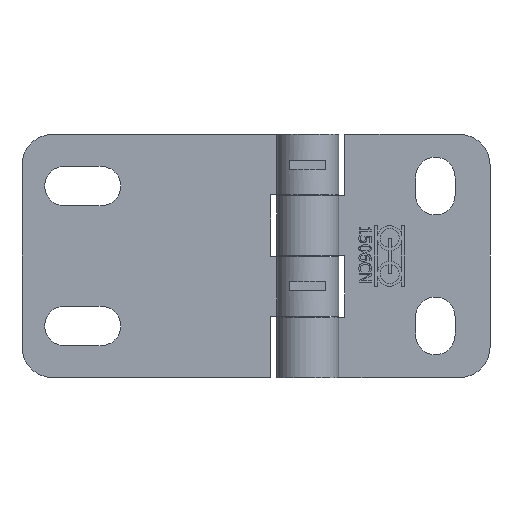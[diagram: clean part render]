
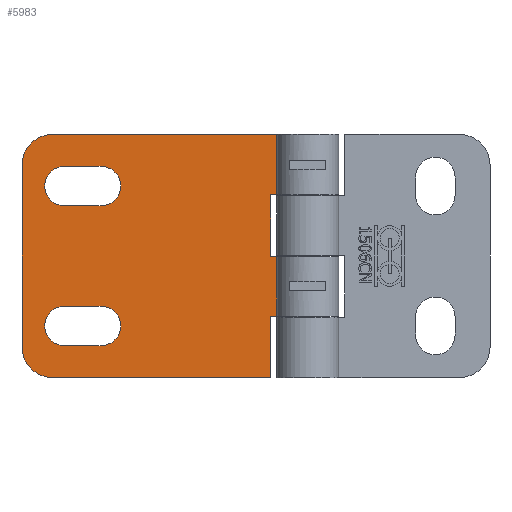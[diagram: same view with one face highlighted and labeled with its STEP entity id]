
A CAD part, front view. The second image highlights one B-rep face of the part: STEP entity #5983.
In plain terms, the highlighted planar face has unit normal (0, -1, 0).
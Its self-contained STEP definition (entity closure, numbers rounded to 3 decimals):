
#87=FACE_BOUND('',#967,.T.);
#88=FACE_BOUND('',#968,.T.);
#620=FACE_OUTER_BOUND('',#966,.T.);
#966=EDGE_LOOP('',(#4665,#4666,#4667,#4668,#4669,#4670,#4671,#4672,#4673,
#4674,#4675,#4676));
#967=EDGE_LOOP('',(#4677,#4678,#4679,#4680));
#968=EDGE_LOOP('',(#4681,#4682,#4683,#4684));
#1425=LINE('',#9334,#1994);
#1428=LINE('',#9344,#1997);
#1430=LINE('',#9352,#1999);
#1431=LINE('',#9354,#2000);
#1432=LINE('',#9356,#2001);
#1433=LINE('',#9358,#2002);
#1434=LINE('',#9360,#2003);
#1435=LINE('',#9362,#2004);
#1436=LINE('',#9363,#2005);
#1437=LINE('',#9364,#2006);
#1438=LINE('',#9369,#2007);
#1439=LINE('',#9372,#2008);
#1440=LINE('',#9375,#2009);
#1441=LINE('',#9379,#2010);
#1994=VECTOR('',#7027,10.);
#1997=VECTOR('',#7038,10.);
#1999=VECTOR('',#7046,10.);
#2000=VECTOR('',#7047,10.);
#2001=VECTOR('',#7048,10.);
#2002=VECTOR('',#7049,10.);
#2003=VECTOR('',#7050,10.);
#2004=VECTOR('',#7051,10.);
#2005=VECTOR('',#7052,10.);
#2006=VECTOR('',#7053,10.);
#2007=VECTOR('',#7056,10.);
#2008=VECTOR('',#7059,10.);
#2009=VECTOR('',#7060,10.);
#2010=VECTOR('',#7063,10.);
#2336=CIRCLE('',#6365,5.);
#2337=CIRCLE('',#6369,5.);
#2340=CIRCLE('',#6374,3.25);
#2341=CIRCLE('',#6375,3.25);
#2342=CIRCLE('',#6376,3.25);
#2343=CIRCLE('',#6377,3.25);
#2662=VERTEX_POINT('',#9326);
#2663=VERTEX_POINT('',#9328);
#2664=VERTEX_POINT('',#9332);
#2665=VERTEX_POINT('',#9337);
#2666=VERTEX_POINT('',#9339);
#2667=VERTEX_POINT('',#9343);
#2670=VERTEX_POINT('',#9351);
#2671=VERTEX_POINT('',#9353);
#2672=VERTEX_POINT('',#9355);
#2673=VERTEX_POINT('',#9357);
#2674=VERTEX_POINT('',#9359);
#2675=VERTEX_POINT('',#9361);
#2676=VERTEX_POINT('',#9365);
#2677=VERTEX_POINT('',#9366);
#2678=VERTEX_POINT('',#9368);
#2679=VERTEX_POINT('',#9370);
#2680=VERTEX_POINT('',#9373);
#2681=VERTEX_POINT('',#9374);
#2682=VERTEX_POINT('',#9376);
#2683=VERTEX_POINT('',#9378);
#3385=EDGE_CURVE('',#2662,#2663,#2336,.T.);
#3388=EDGE_CURVE('',#2664,#2662,#1425,.T.);
#3390=EDGE_CURVE('',#2665,#2666,#2337,.T.);
#3392=EDGE_CURVE('',#2667,#2666,#1428,.T.);
#3396=EDGE_CURVE('',#2664,#2670,#1430,.T.);
#3397=EDGE_CURVE('',#2670,#2671,#1431,.T.);
#3398=EDGE_CURVE('',#2671,#2672,#1432,.T.);
#3399=EDGE_CURVE('',#2672,#2673,#1433,.T.);
#3400=EDGE_CURVE('',#2673,#2674,#1434,.T.);
#3401=EDGE_CURVE('',#2674,#2675,#1435,.T.);
#3402=EDGE_CURVE('',#2675,#2667,#1436,.T.);
#3403=EDGE_CURVE('',#2663,#2665,#1437,.T.);
#3404=EDGE_CURVE('',#2676,#2677,#2340,.T.);
#3405=EDGE_CURVE('',#2677,#2678,#1438,.T.);
#3406=EDGE_CURVE('',#2678,#2679,#2341,.T.);
#3407=EDGE_CURVE('',#2679,#2676,#1439,.T.);
#3408=EDGE_CURVE('',#2680,#2681,#1440,.T.);
#3409=EDGE_CURVE('',#2681,#2682,#2342,.T.);
#3410=EDGE_CURVE('',#2682,#2683,#1441,.T.);
#3411=EDGE_CURVE('',#2683,#2680,#2343,.T.);
#4665=ORIENTED_EDGE('',*,*,#3385,.F.);
#4666=ORIENTED_EDGE('',*,*,#3388,.F.);
#4667=ORIENTED_EDGE('',*,*,#3396,.T.);
#4668=ORIENTED_EDGE('',*,*,#3397,.T.);
#4669=ORIENTED_EDGE('',*,*,#3398,.T.);
#4670=ORIENTED_EDGE('',*,*,#3399,.T.);
#4671=ORIENTED_EDGE('',*,*,#3400,.T.);
#4672=ORIENTED_EDGE('',*,*,#3401,.T.);
#4673=ORIENTED_EDGE('',*,*,#3402,.T.);
#4674=ORIENTED_EDGE('',*,*,#3392,.T.);
#4675=ORIENTED_EDGE('',*,*,#3390,.F.);
#4676=ORIENTED_EDGE('',*,*,#3403,.F.);
#4677=ORIENTED_EDGE('',*,*,#3404,.T.);
#4678=ORIENTED_EDGE('',*,*,#3405,.T.);
#4679=ORIENTED_EDGE('',*,*,#3406,.T.);
#4680=ORIENTED_EDGE('',*,*,#3407,.T.);
#4681=ORIENTED_EDGE('',*,*,#3408,.T.);
#4682=ORIENTED_EDGE('',*,*,#3409,.T.);
#4683=ORIENTED_EDGE('',*,*,#3410,.T.);
#4684=ORIENTED_EDGE('',*,*,#3411,.T.);
#5740=PLANE('',#6373);
#5983=ADVANCED_FACE('',(#620,#87,#88),#5740,.T.);
#6365=AXIS2_PLACEMENT_3D('',#9329,#7021,#7022);
#6369=AXIS2_PLACEMENT_3D('',#9340,#7033,#7034);
#6373=AXIS2_PLACEMENT_3D('',#9350,#7044,#7045);
#6374=AXIS2_PLACEMENT_3D('',#9367,#7054,#7055);
#6375=AXIS2_PLACEMENT_3D('',#9371,#7057,#7058);
#6376=AXIS2_PLACEMENT_3D('',#9377,#7061,#7062);
#6377=AXIS2_PLACEMENT_3D('',#9380,#7064,#7065);
#7021=DIRECTION('center_axis',(0.,1.,0.));
#7022=DIRECTION('ref_axis',(-0.707,0.,-0.707));
#7027=DIRECTION('',(-1.,0.,0.));
#7033=DIRECTION('center_axis',(0.,1.,0.));
#7034=DIRECTION('ref_axis',(-0.707,0.,0.707));
#7038=DIRECTION('',(-1.,0.,0.));
#7044=DIRECTION('center_axis',(0.,-1.,0.));
#7045=DIRECTION('ref_axis',(0.,0.,-1.));
#7046=DIRECTION('',(0.,0.,1.));
#7047=DIRECTION('',(1.,0.,0.));
#7048=DIRECTION('',(0.,0.,1.));
#7049=DIRECTION('',(-1.,0.,0.));
#7050=DIRECTION('',(0.,0.,1.));
#7051=DIRECTION('',(1.,0.,0.));
#7052=DIRECTION('',(0.,0.,1.));
#7053=DIRECTION('',(0.,0.,1.));
#7054=DIRECTION('center_axis',(0.,1.,0.));
#7055=DIRECTION('ref_axis',(0.,0.,-1.));
#7056=DIRECTION('',(-1.,0.,0.));
#7057=DIRECTION('center_axis',(0.,1.,0.));
#7058=DIRECTION('ref_axis',(0.,0.,1.));
#7059=DIRECTION('',(1.,0.,0.));
#7060=DIRECTION('',(-1.,0.,0.));
#7061=DIRECTION('center_axis',(0.,1.,0.));
#7062=DIRECTION('ref_axis',(0.,0.,1.));
#7063=DIRECTION('',(1.,0.,0.));
#7064=DIRECTION('center_axis',(0.,1.,0.));
#7065=DIRECTION('ref_axis',(0.,0.,-1.));
#9326=CARTESIAN_POINT('',(-42.,3.1,-20.));
#9328=CARTESIAN_POINT('',(-47.,3.1,-15.));
#9329=CARTESIAN_POINT('Origin',(-42.,3.1,-15.));
#9332=CARTESIAN_POINT('',(-6.1,3.1,-20.));
#9334=CARTESIAN_POINT('',(0.,3.1,-20.));
#9337=CARTESIAN_POINT('',(-47.,3.1,15.));
#9339=CARTESIAN_POINT('',(-42.,3.1,20.));
#9340=CARTESIAN_POINT('Origin',(-42.,3.1,15.));
#9343=CARTESIAN_POINT('',(0.,3.1,20.));
#9344=CARTESIAN_POINT('',(0.,3.1,20.));
#9350=CARTESIAN_POINT('Origin',(0.,3.1,-20.));
#9351=CARTESIAN_POINT('',(-6.1,3.1,-9.9));
#9352=CARTESIAN_POINT('',(-6.1,3.1,-14.95));
#9353=CARTESIAN_POINT('',(0.,3.1,-9.9));
#9354=CARTESIAN_POINT('',(3.05,3.1,-9.9));
#9355=CARTESIAN_POINT('',(0.,3.1,-0.1));
#9356=CARTESIAN_POINT('',(0.,3.1,-20.));
#9357=CARTESIAN_POINT('',(-6.1,3.1,-0.1));
#9358=CARTESIAN_POINT('',(-3.05,3.1,-0.1));
#9359=CARTESIAN_POINT('',(-6.1,3.1,10.1));
#9360=CARTESIAN_POINT('',(-6.1,3.1,-4.95));
#9361=CARTESIAN_POINT('',(0.,3.1,10.1));
#9362=CARTESIAN_POINT('',(3.05,3.1,10.1));
#9363=CARTESIAN_POINT('',(0.,3.1,-20.));
#9364=CARTESIAN_POINT('',(-47.,3.1,-20.));
#9365=CARTESIAN_POINT('',(-34.,3.1,-8.25));
#9366=CARTESIAN_POINT('',(-34.,3.1,-14.75));
#9367=CARTESIAN_POINT('Origin',(-34.,3.1,-11.5));
#9368=CARTESIAN_POINT('',(-40.,3.1,-14.75));
#9369=CARTESIAN_POINT('',(-20.,3.1,-14.75));
#9370=CARTESIAN_POINT('',(-40.,3.1,-8.25));
#9371=CARTESIAN_POINT('Origin',(-40.,3.1,-11.5));
#9372=CARTESIAN_POINT('',(-17.,3.1,-8.25));
#9373=CARTESIAN_POINT('',(-34.,3.1,8.25));
#9374=CARTESIAN_POINT('',(-40.,3.1,8.25));
#9375=CARTESIAN_POINT('',(-20.,3.1,8.25));
#9376=CARTESIAN_POINT('',(-40.,3.1,14.75));
#9377=CARTESIAN_POINT('Origin',(-40.,3.1,11.5));
#9378=CARTESIAN_POINT('',(-34.,3.1,14.75));
#9379=CARTESIAN_POINT('',(-17.,3.1,14.75));
#9380=CARTESIAN_POINT('Origin',(-34.,3.1,11.5));
